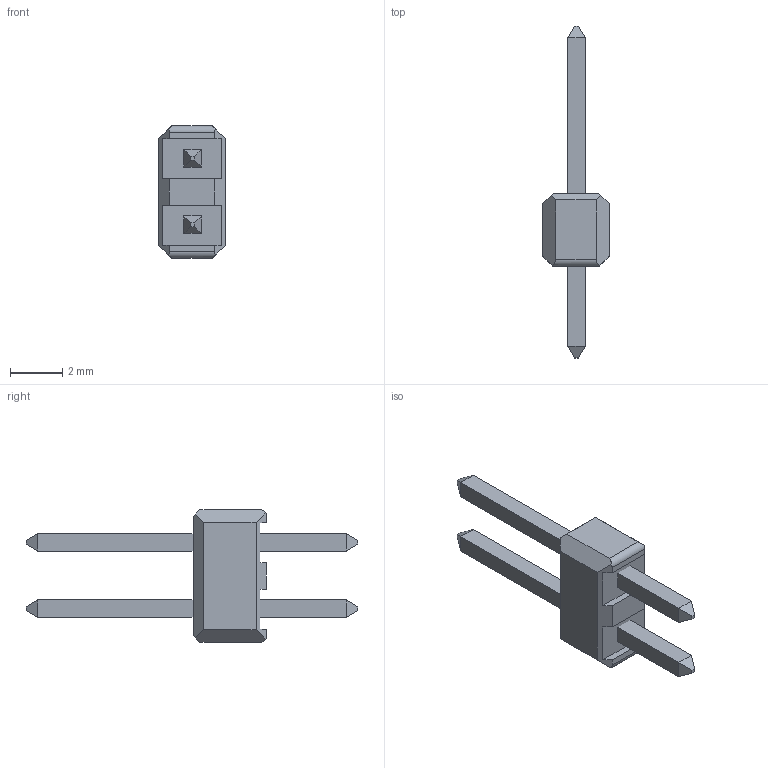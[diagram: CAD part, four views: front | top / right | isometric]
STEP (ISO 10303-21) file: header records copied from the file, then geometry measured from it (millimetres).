
FILE_DESCRIPTION(/* description */ ('STEP AP214'),/* implementation_level */ '2;1');
FILE_NAME(/* name */ '2x.stp',/* time_stamp */ '2021-10-01T16:23:06+06:00',/* author */ ('WSE-PC04'),/* organization */ (''),/* preprocessor_version */ 'ST-DEVELOPER v18.1',/* originating_system */ 'Autodesk Inventor 2021',/* authorisation */ '');
FILE_SCHEMA (('AUTOMOTIVE_DESIGN { 1 0 10303 214 3 1 1 }'));
Length unit declared in the file: millimetre
Products named in the file (3): User Library-2x3 TH Pitch 2_54mm; header2x3; pin
Assembly tree (3 placements, depth 2):
  User Library-2x3 TH Pitch 2_54mm
    header2x3
    pin  x2
Bounding box: 2.54 x 12.7 x 5.08 mm (x, y, z)
Volume: 40.6 mm3; surface area: 138.2 mm2
Topology: 3 solids, 3 shells, 62 faces, 152 edges, 96 vertices
Faces by surface type: plane 60, cylinder 2
Entity records: 1571 total; most frequent: CARTESIAN_POINT 258, ORIENTED_EDGE 248, DIRECTION 240, EDGE_CURVE 124, LINE 116, VECTOR 116, VERTEX_POINT 80, AXIS2_PLACEMENT_3D 62
